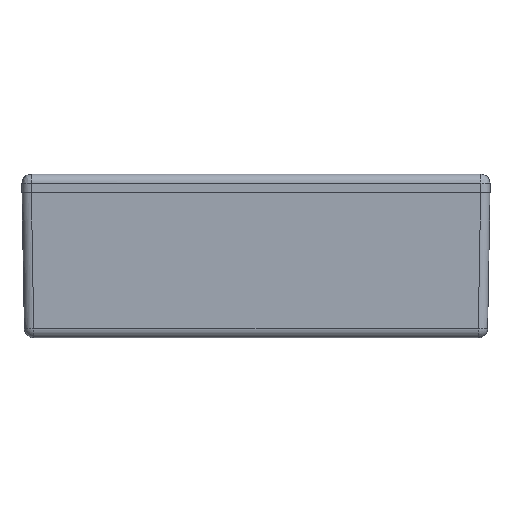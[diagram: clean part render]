
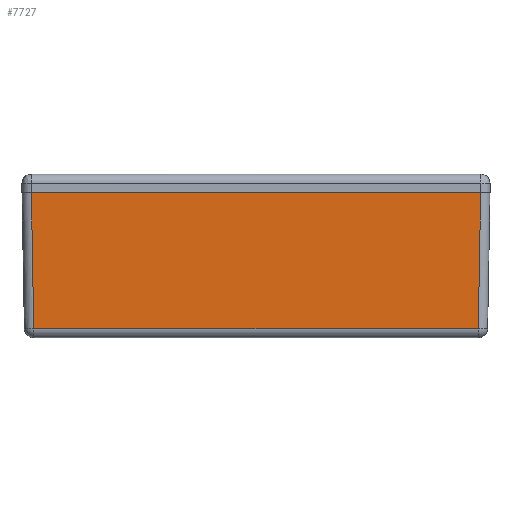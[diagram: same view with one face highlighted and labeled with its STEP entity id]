
A CAD part, left-side view. The second image highlights one B-rep face of the part: STEP entity #7727.
In plain terms, the highlighted planar face has unit normal (-1, 0, -0.018).
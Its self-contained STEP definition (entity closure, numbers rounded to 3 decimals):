
#73 = EDGE_CURVE ( 'NONE', #10093, #12969, #10132, .T. ) ;
#413 = CARTESIAN_POINT ( 'NONE',  ( -60., -50., 0. ) ) ;
#526 = VECTOR ( 'NONE', #763, 1000. ) ;
#632 = EDGE_CURVE ( 'NONE', #6684, #10093, #6817, .T. ) ;
#763 = DIRECTION ( 'NONE',  ( 0., 1., 0. ) ) ;
#994 = CARTESIAN_POINT ( 'NONE',  ( -59.493, 47.493, -29.035 ) ) ;
#1411 = LINE ( 'NONE', #7936, #13950 ) ;
#1593 = DIRECTION ( 'NONE',  ( -1., 0., -0.017 ) ) ;
#1911 = EDGE_LOOP ( 'NONE', ( #14718, #13723, #10925, #9639 ) ) ;
#5227 = DIRECTION ( 'NONE',  ( 0.017, -0.017, -1. ) ) ;
#6386 = FACE_OUTER_BOUND ( 'NONE', #1911, .T. ) ;
#6684 = VERTEX_POINT ( 'NONE', #9154 ) ;
#6817 = LINE ( 'NONE', #14860, #526 ) ;
#7242 = LINE ( 'NONE', #14052, #10008 ) ;
#7513 = PLANE ( 'NONE',  #10697 ) ;
#7727 = ADVANCED_FACE ( 'NONE', ( #6386 ), #7513, .T. ) ;
#7936 = CARTESIAN_POINT ( 'NONE',  ( -59.493, -47.459, -29.035 ) ) ;
#8467 = EDGE_CURVE ( 'NONE', #12969, #10987, #1411, .T. ) ;
#8802 = CARTESIAN_POINT ( 'NONE',  ( -60., 48., 0. ) ) ;
#9154 = CARTESIAN_POINT ( 'NONE',  ( -60., -48., 0. ) ) ;
#9639 = ORIENTED_EDGE ( 'NONE', *, *, #632, .T. ) ;
#9683 = CARTESIAN_POINT ( 'NONE',  ( -59.493, -47.493, -29.035 ) ) ;
#9868 = DIRECTION ( 'NONE',  ( -0.017, 0., 1. ) ) ;
#10008 = VECTOR ( 'NONE', #15219, 1000. ) ;
#10093 = VERTEX_POINT ( 'NONE', #8802 ) ;
#10132 = LINE ( 'NONE', #14249, #12895 ) ;
#10313 = DIRECTION ( 'NONE',  ( 0., -1., 0. ) ) ;
#10697 = AXIS2_PLACEMENT_3D ( 'NONE', #413, #1593, #9868 ) ;
#10925 = ORIENTED_EDGE ( 'NONE', *, *, #11833, .T. ) ;
#10987 = VERTEX_POINT ( 'NONE', #9683 ) ;
#11833 = EDGE_CURVE ( 'NONE', #10987, #6684, #7242, .T. ) ;
#12895 = VECTOR ( 'NONE', #5227, 1000. ) ;
#12969 = VERTEX_POINT ( 'NONE', #994 ) ;
#13723 = ORIENTED_EDGE ( 'NONE', *, *, #8467, .T. ) ;
#13950 = VECTOR ( 'NONE', #10313, 1000. ) ;
#14052 = CARTESIAN_POINT ( 'NONE',  ( -60.001, -48.001, 0.035 ) ) ;
#14249 = CARTESIAN_POINT ( 'NONE',  ( -59.97, 47.97, -1.71 ) ) ;
#14718 = ORIENTED_EDGE ( 'NONE', *, *, #73, .T. ) ;
#14860 = CARTESIAN_POINT ( 'NONE',  ( -60., -50., 0. ) ) ;
#15219 = DIRECTION ( 'NONE',  ( -0.017, -0.017, 1. ) ) ;
